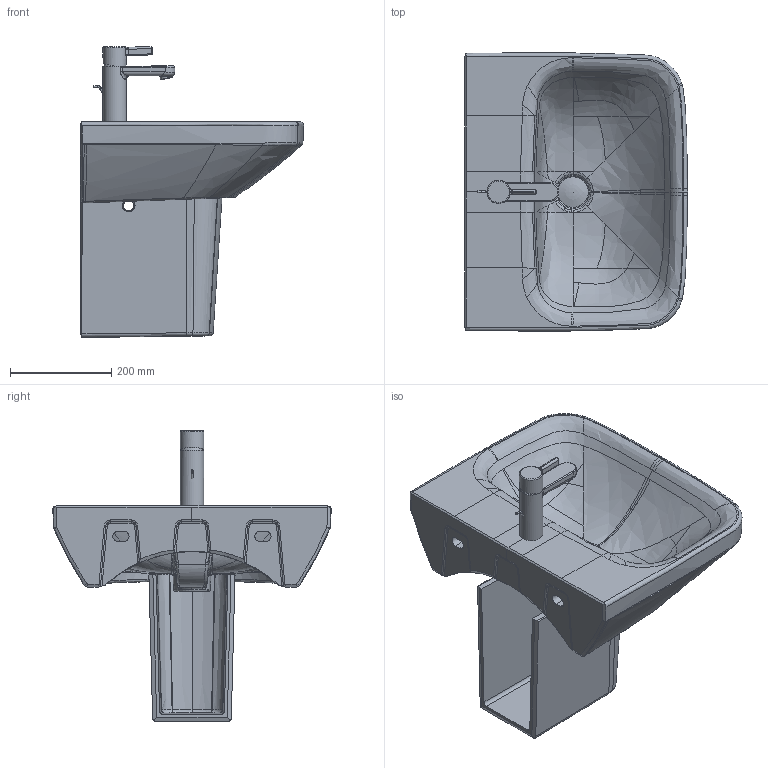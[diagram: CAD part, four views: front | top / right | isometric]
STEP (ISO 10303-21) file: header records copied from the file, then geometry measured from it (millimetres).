
FILE_DESCRIPTION((''),'2;1');
FILE_NAME('231955_085830.stp','2013-05-27T17:27:06',('Administrator'),(''),'Autodesk Inventor 2011','Autodesk Inventor 2011','');
FILE_SCHEMA(('CONFIG_CONTROL_DESIGN'));
Length unit declared in the file: millimetre
Products named in the file (11): 231955_085830; 231955; Kelch; Stopfen; 085830; Armatur Durastyle Waschtisch; Fassung Sieb; Griff; Gehäuse; Hebel_Ventil; Gleitring
Assembly tree (10 placements, depth 3):
  231955_085830
    231955
    Kelch
    Stopfen
    085830
    Armatur Durastyle Waschtisch
      Fassung Sieb
      Griff
      Gehäuse
      Hebel_Ventil
      Gleitring
Bounding box: 439.96 x 549.33 x 573.68 mm (x, y, z)
Volume: 16313481.9 mm3; surface area: 1342172 mm2
Topology: 8 solids, 10 shells, 598 faces, 1491 edges, 897 vertices
Faces by surface type: bspline 364, plane 97, cylinder 97, torus 28, cone 7, sphere 5
Full cylindrical faces by diameter (mm): 4 x2, 20.15 x1, 21 x2, 21.15 x1, 23.15 x1, 25 x1, 35 x1, 42 x1, 44 x1, 46 x2, 46.5 x1, 60 x1
Entity records: 116064 total; most frequent: CARTESIAN_POINT 103169, ORIENTED_EDGE 2880, DIRECTION 1822, EDGE_CURVE 1442, VERTEX_POINT 885, AXIS2_PLACEMENT_3D 746, EDGE_LOOP 657, B_SPLINE_CURVE_WITH_KNOTS 620
